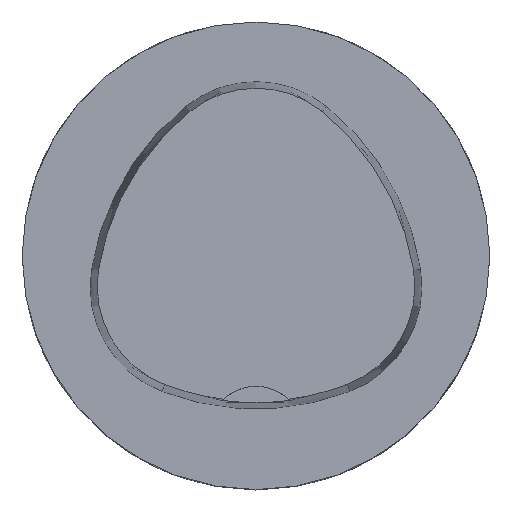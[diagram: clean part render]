
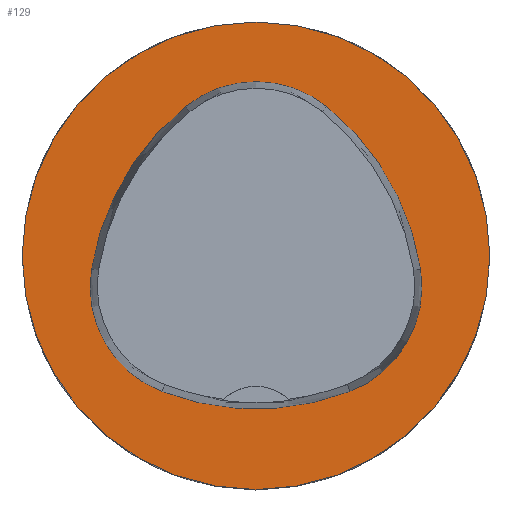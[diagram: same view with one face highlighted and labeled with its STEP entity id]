
A CAD part, top view. The second image highlights one B-rep face of the part: STEP entity #129.
In plain terms, the highlighted planar face has unit normal (0, 0, 1).
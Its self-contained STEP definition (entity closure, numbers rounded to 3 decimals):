
#129=ADVANCED_FACE('',(#174,#175),#151,.T.);
#151=PLANE('',#507);
#174=FACE_BOUND('',#199,.T.);
#175=FACE_BOUND('',#200,.T.);
#199=EDGE_LOOP('',(#280,#281,#282,#283,#284,#285));
#200=EDGE_LOOP('',(#286));
#280=ORIENTED_EDGE('',*,*,#412,.T.);
#281=ORIENTED_EDGE('',*,*,#392,.T.);
#282=ORIENTED_EDGE('',*,*,#396,.T.);
#283=ORIENTED_EDGE('',*,*,#399,.T.);
#284=ORIENTED_EDGE('',*,*,#402,.T.);
#285=ORIENTED_EDGE('',*,*,#410,.T.);
#286=ORIENTED_EDGE('',*,*,#383,.F.);
#344=VERTEX_POINT('',#708);
#353=VERTEX_POINT('',#727);
#354=VERTEX_POINT('',#728);
#357=VERTEX_POINT('',#736);
#359=VERTEX_POINT('',#742);
#361=VERTEX_POINT('',#748);
#368=VERTEX_POINT('',#769);
#383=EDGE_CURVE('',#344,#344,#430,.T.);
#392=EDGE_CURVE('',#353,#354,#431,.T.);
#396=EDGE_CURVE('',#354,#357,#433,.T.);
#399=EDGE_CURVE('',#357,#359,#435,.T.);
#402=EDGE_CURVE('',#359,#361,#437,.T.);
#410=EDGE_CURVE('',#361,#368,#441,.T.);
#412=EDGE_CURVE('',#368,#353,#443,.T.);
#430=CIRCLE('',#479,25.);
#431=CIRCLE('',#485,28.);
#433=CIRCLE('',#488,12.);
#435=CIRCLE('',#491,28.);
#437=CIRCLE('',#494,12.);
#441=CIRCLE('',#499,28.);
#443=CIRCLE('',#502,12.);
#479=AXIS2_PLACEMENT_3D('',#707,#558,#559);
#485=AXIS2_PLACEMENT_3D('',#726,#574,#575);
#488=AXIS2_PLACEMENT_3D('',#735,#582,#583);
#491=AXIS2_PLACEMENT_3D('',#741,#589,#590);
#494=AXIS2_PLACEMENT_3D('',#747,#596,#597);
#499=AXIS2_PLACEMENT_3D('',#770,#608,#609);
#502=AXIS2_PLACEMENT_3D('',#773,#614,#615);
#507=AXIS2_PLACEMENT_3D('',#778,#624,#625);
#558=DIRECTION('',(0.,0.,-1.));
#559=DIRECTION('',(-1.,0.,0.));
#574=DIRECTION('',(0.,0.,-1.));
#575=DIRECTION('',(-1.,0.,0.));
#582=DIRECTION('',(0.,0.,-1.));
#583=DIRECTION('',(-1.,0.,0.));
#589=DIRECTION('',(0.,0.,-1.));
#590=DIRECTION('',(-1.,0.,0.));
#596=DIRECTION('',(0.,0.,-1.));
#597=DIRECTION('',(-1.,0.,0.));
#608=DIRECTION('',(0.,0.,-1.));
#609=DIRECTION('',(-1.,0.,0.));
#614=DIRECTION('',(0.,0.,-1.));
#615=DIRECTION('',(-1.,0.,0.));
#624=DIRECTION('',(0.,0.,1.));
#625=DIRECTION('',(1.,0.,0.));
#707=CARTESIAN_POINT('',(0.,0.,0.));
#708=CARTESIAN_POINT('',(-25.,0.,0.));
#726=CARTESIAN_POINT('',(10.068,-5.824,0.));
#727=CARTESIAN_POINT('',(-17.584,-1.424,0.));
#728=CARTESIAN_POINT('',(-7.531,15.953,0.));
#735=CARTESIAN_POINT('',(0.011,6.62,0.));
#736=CARTESIAN_POINT('',(7.567,15.942,0.));
#741=CARTESIAN_POINT('',(-10.063,-5.81,0.));
#742=CARTESIAN_POINT('',(17.59,-1.418,0.));
#747=CARTESIAN_POINT('',(5.739,-3.3,0.));
#748=CARTESIAN_POINT('',(10.05,-14.499,0.));
#769=CARTESIAN_POINT('',(-10.025,-14.516,0.));
#770=CARTESIAN_POINT('',(-0.01,11.631,0.));
#773=CARTESIAN_POINT('',(-5.733,-3.31,0.));
#778=CARTESIAN_POINT('',(0.,0.,0.));
